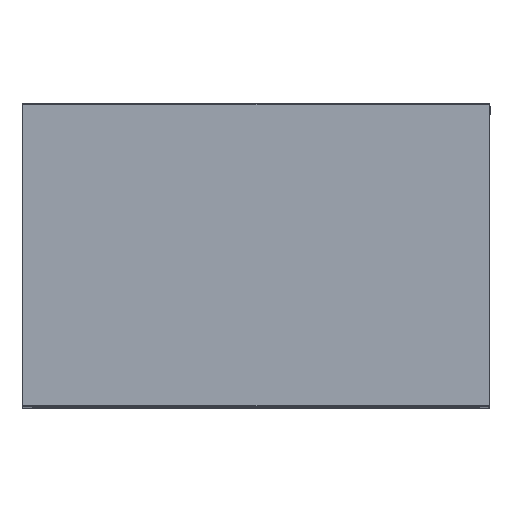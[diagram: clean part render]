
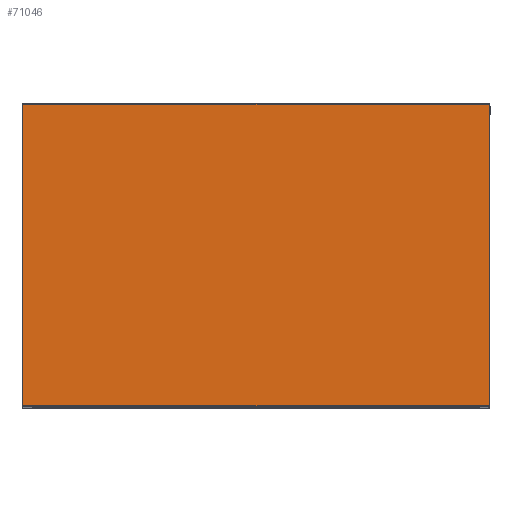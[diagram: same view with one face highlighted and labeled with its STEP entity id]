
A CAD part, top view. The second image highlights one B-rep face of the part: STEP entity #71046.
In plain terms, the highlighted free-form (B-spline) face has degree [1, 1] with [2, 2] control points.
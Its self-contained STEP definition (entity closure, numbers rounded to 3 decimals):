
#70785=CARTESIAN_POINT('',(135.61,3475.541,936.));
#70786=VERTEX_POINT('',#70785);
#70793=CARTESIAN_POINT('',(135.817,3475.748,936.));
#70794=VERTEX_POINT('',#70793);
#70795=CARTESIAN_POINT('',(135.817,3475.748,936.));
#70796=DIRECTION('',(-0.707,-0.707,0.0));
#70797=VECTOR('',#70796,0.293);
#70798=LINE('',#70795,#70797);
#70799=EDGE_CURVE('',#70794,#70786,#70798,.T.);
#70817=CARTESIAN_POINT('',(552.403,3475.748,936.));
#70818=VERTEX_POINT('',#70817);
#70819=CARTESIAN_POINT('',(552.403,3475.748,936.));
#70820=DIRECTION('',(-1.0,0.0,0.0));
#70821=VECTOR('',#70820,416.586);
#70822=LINE('',#70819,#70821);
#70823=EDGE_CURVE('',#70818,#70794,#70822,.T.);
#70839=CARTESIAN_POINT('',(135.61,3206.956,936.));
#70840=VERTEX_POINT('',#70839);
#70841=CARTESIAN_POINT('',(135.61,3475.541,936.));
#70842=DIRECTION('',(0.0,-1.0,0.0));
#70843=VECTOR('',#70842,268.586);
#70844=LINE('',#70841,#70843);
#70845=EDGE_CURVE('',#70786,#70840,#70844,.T.);
#70872=CARTESIAN_POINT('',(552.61,3475.541,936.));
#70873=VERTEX_POINT('',#70872);
#70874=CARTESIAN_POINT('',(552.61,3475.541,936.));
#70875=DIRECTION('',(-0.707,0.707,0.0));
#70876=VECTOR('',#70875,0.293);
#70877=LINE('',#70874,#70876);
#70878=EDGE_CURVE('',#70873,#70818,#70877,.T.);
#70903=CARTESIAN_POINT('',(552.61,3206.956,936.));
#70904=VERTEX_POINT('',#70903);
#70905=CARTESIAN_POINT('',(552.61,3206.956,936.));
#70906=DIRECTION('',(0.0,1.0,0.0));
#70907=VECTOR('',#70906,268.586);
#70908=LINE('',#70905,#70907);
#70909=EDGE_CURVE('',#70904,#70873,#70908,.T.);
#70934=CARTESIAN_POINT('',(552.403,3206.748,936.));
#70935=VERTEX_POINT('',#70934);
#70936=CARTESIAN_POINT('',(552.403,3206.748,936.));
#70937=DIRECTION('',(0.707,0.707,0.0));
#70938=VECTOR('',#70937,0.293);
#70939=LINE('',#70936,#70938);
#70940=EDGE_CURVE('',#70935,#70904,#70939,.T.);
#70956=CARTESIAN_POINT('',(135.817,3206.748,936.));
#70957=VERTEX_POINT('',#70956);
#70958=CARTESIAN_POINT('',(135.817,3206.748,936.));
#70959=DIRECTION('',(1.0,0.0,0.0));
#70960=VECTOR('',#70959,416.586);
#70961=LINE('',#70958,#70960);
#70962=EDGE_CURVE('',#70957,#70935,#70961,.T.);
#70985=CARTESIAN_POINT('',(135.61,3206.956,936.));
#70986=DIRECTION('',(0.707,-0.707,0.0));
#70987=VECTOR('',#70986,0.293);
#70988=LINE('',#70985,#70987);
#70989=EDGE_CURVE('',#70840,#70957,#70988,.T.);
#71031=CARTESIAN_POINT('',(552.61,3206.748,936.));
#71032=CARTESIAN_POINT('',(135.61,3206.748,936.));
#71033=CARTESIAN_POINT('',(552.61,3475.748,936.));
#71034=CARTESIAN_POINT('',(135.61,3475.748,936.));
#71035=B_SPLINE_SURFACE_WITH_KNOTS('',1,1,((#71031,#71033),(#71032,#71034)),.UNSPECIFIED.,.F.,.F.,.U.,(2,2),(2,2),(0.0,417.),(0.0,269.),.UNSPECIFIED.);
#71036=ORIENTED_EDGE('',*,*,#70799,.T.);
#71037=ORIENTED_EDGE('',*,*,#70845,.T.);
#71038=ORIENTED_EDGE('',*,*,#70989,.T.);
#71039=ORIENTED_EDGE('',*,*,#70962,.T.);
#71040=ORIENTED_EDGE('',*,*,#70940,.T.);
#71041=ORIENTED_EDGE('',*,*,#70909,.T.);
#71042=ORIENTED_EDGE('',*,*,#70878,.T.);
#71043=ORIENTED_EDGE('',*,*,#70823,.T.);
#71044=EDGE_LOOP('',(#71036,#71037,#71038,#71039,#71040,#71041,#71042,#71043));
#71045=FACE_OUTER_BOUND('',#71044,.T.);
#71046=ADVANCED_FACE('',(#71045),#71035,.F.);
